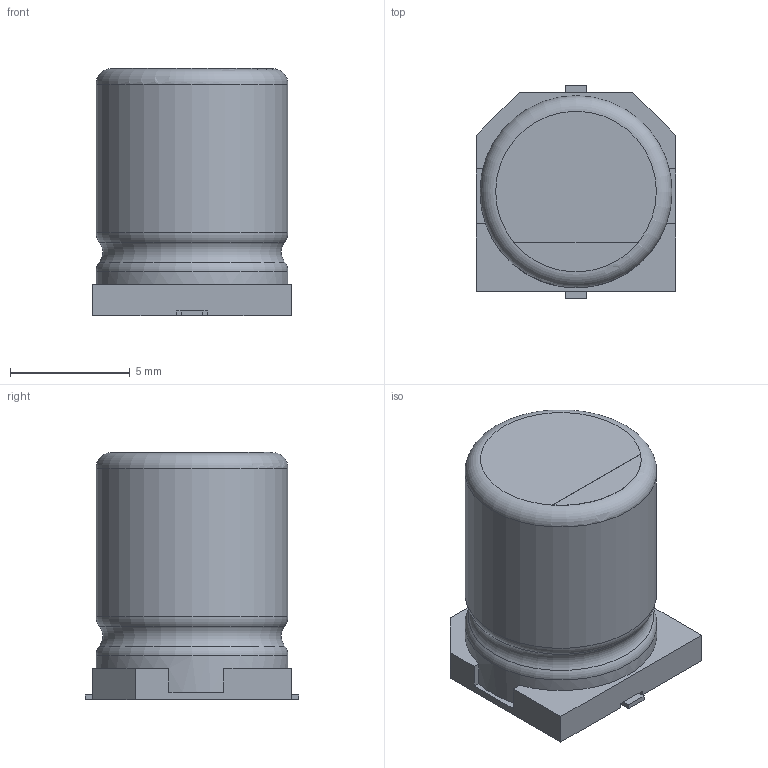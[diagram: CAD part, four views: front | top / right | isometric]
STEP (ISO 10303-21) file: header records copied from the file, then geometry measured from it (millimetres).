
FILE_DESCRIPTION(/* description */ (''),/* implementation_level */ '2;1');
FILE_NAME(/* name */ 'Nichicon D8xL10 v1.step',/* time_stamp */ '2023-03-25T17:38:29+01:00',/* author */ (''),/* organization */ (''),/* preprocessor_version */ 'ST-DEVELOPER v19.2',/* originating_system */ 'Autodesk Translation Framework v11.17.0.187',/* authorisation */ '');
FILE_SCHEMA (('AUTOMOTIVE_DESIGN { 1 0 10303 214 3 1 1 }'));
Length unit declared in the file: millimetre
Products named in the file (1): Nichicon D8xL10
Bounding box: 8.3 x 8.9 x 10.31 mm (x, y, z)
Volume: 528.7 mm3; surface area: 400.3 mm2
Topology: 1 solids, 1 shells, 45 faces, 121 edges, 78 vertices
Faces by surface type: plane 38, torus 4, cylinder 3
Full cylindrical faces by diameter (mm): 8 x2
Entity records: 1456 total; most frequent: CARTESIAN_POINT 245, ORIENTED_EDGE 242, DIRECTION 234, EDGE_CURVE 121, LINE 100, VECTOR 100, VERTEX_POINT 78, AXIS2_PLACEMENT_3D 67
